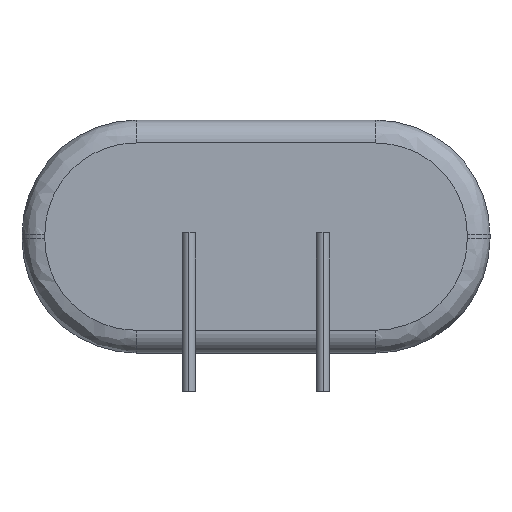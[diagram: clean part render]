
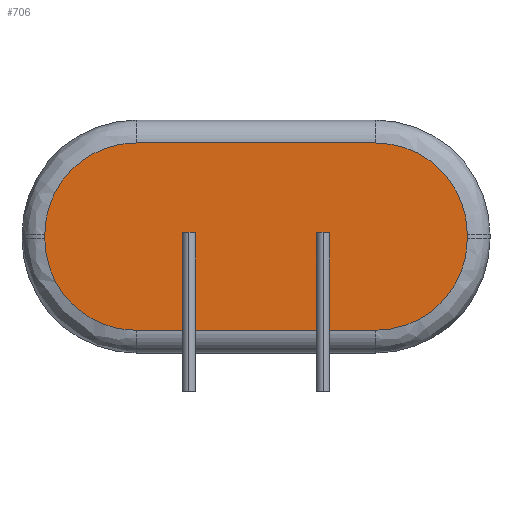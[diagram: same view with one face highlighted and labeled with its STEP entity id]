
A CAD part, left-side view. The second image highlights one B-rep face of the part: STEP entity #706.
In plain terms, the highlighted planar face has unit normal (-1, 0, 0).
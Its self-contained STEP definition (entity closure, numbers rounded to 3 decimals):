
#143 = VERTEX_POINT('',#144);
#144 = CARTESIAN_POINT('',(5.18,5.288,5.38)
  );
#150 = EDGE_CURVE('',#151,#143,#153,.T.);
#151 = VERTEX_POINT('',#152);
#152 = CARTESIAN_POINT('',(5.18,5.888,5.38)
  );
#153 = CIRCLE('',#154,0.3);
#154 = AXIS2_PLACEMENT_3D('',#155,#156,#157);
#155 = CARTESIAN_POINT('',(5.18,5.588,5.38)
  );
#156 = DIRECTION('',(1.,0.,0.));
#157 = DIRECTION('',(0.,1.,0.));
#184 = VERTEX_POINT('',#185);
#185 = CARTESIAN_POINT('',(5.18,-0.588,5.38
    ));
#191 = EDGE_CURVE('',#192,#184,#194,.T.);
#192 = VERTEX_POINT('',#193);
#193 = CARTESIAN_POINT('',(5.18,0.012,
    5.38));
#194 = CIRCLE('',#195,0.3);
#195 = AXIS2_PLACEMENT_3D('',#196,#197,#198);
#196 = CARTESIAN_POINT('',(5.18,-0.288,5.38
    ));
#197 = DIRECTION('',(1.,0.,0.));
#198 = DIRECTION('',(0.,1.,0.));
#233 = EDGE_CURVE('',#184,#192,#234,.T.);
#234 = CIRCLE('',#235,0.3);
#235 = AXIS2_PLACEMENT_3D('',#236,#237,#238);
#236 = CARTESIAN_POINT('',(5.18,-0.288,5.38
    ));
#237 = DIRECTION('',(1.,0.,0.));
#238 = DIRECTION('',(0.,1.,0.));
#258 = EDGE_CURVE('',#143,#151,#259,.T.);
#259 = CIRCLE('',#260,0.3);
#260 = AXIS2_PLACEMENT_3D('',#261,#262,#263);
#261 = CARTESIAN_POINT('',(5.18,5.588,5.38)
  );
#262 = DIRECTION('',(1.,0.,0.));
#263 = DIRECTION('',(0.,1.,0.));
#413 = VERTEX_POINT('',#414);
#414 = CARTESIAN_POINT('',(5.18,7.9,9.58));
#421 = EDGE_CURVE('',#413,#422,#424,.T.);
#422 = VERTEX_POINT('',#423);
#423 = CARTESIAN_POINT('',(5.18,-2.6,9.58));
#424 = LINE('',#425,#426);
#425 = CARTESIAN_POINT('',(5.18,-7.6,9.58));
#426 = VECTOR('',#427,1.);
#427 = DIRECTION('',(0.,-1.,0.));
#446 = EDGE_CURVE('',#422,#447,#449,.T.);
#447 = VERTEX_POINT('',#448);
#448 = CARTESIAN_POINT('',(5.18,-6.6,5.58));
#449 = ( BOUNDED_CURVE() B_SPLINE_CURVE(3,(#450,#451,#452,#453),
.UNSPECIFIED.,.F.,.F.) B_SPLINE_CURVE_WITH_KNOTS((4,4),(0.,1.),
.PIECEWISE_BEZIER_KNOTS.) CURVE() GEOMETRIC_REPRESENTATION_ITEM() 
RATIONAL_B_SPLINE_CURVE((1.,0.805,0.805,1.)) 
REPRESENTATION_ITEM('') );
#450 = CARTESIAN_POINT('',(5.18,-2.6,9.58));
#451 = CARTESIAN_POINT('',(5.18,-4.943,9.58
    ));
#452 = CARTESIAN_POINT('',(5.18,-6.6,7.923));
#453 = CARTESIAN_POINT('',(5.18,-6.6,5.58));
#612 = VERTEX_POINT('',#613);
#613 = CARTESIAN_POINT('',(5.18,11.9,5.58));
#620 = EDGE_CURVE('',#612,#413,#621,.T.);
#621 = ( BOUNDED_CURVE() B_SPLINE_CURVE(3,(#622,#623,#624,#625),
.UNSPECIFIED.,.F.,.F.) B_SPLINE_CURVE_WITH_KNOTS((4,4),(0.,1.),
.PIECEWISE_BEZIER_KNOTS.) CURVE() GEOMETRIC_REPRESENTATION_ITEM() 
RATIONAL_B_SPLINE_CURVE((1.,0.805,0.805,1.)) 
REPRESENTATION_ITEM('') );
#622 = CARTESIAN_POINT('',(5.18,11.9,5.58));
#623 = CARTESIAN_POINT('',(5.18,11.9,7.923));
#624 = CARTESIAN_POINT('',(5.18,10.243,9.58
    ));
#625 = CARTESIAN_POINT('',(5.18,7.9,9.58));
#706 = ADVANCED_FACE('',(#707,#711,#806),#810,.T.);
#707 = FACE_BOUND('',#708,.T.);
#708 = EDGE_LOOP('',(#709,#710));
#709 = ORIENTED_EDGE('',*,*,#150,.T.);
#710 = ORIENTED_EDGE('',*,*,#258,.T.);
#711 = FACE_BOUND('',#712,.T.);
#712 = EDGE_LOOP('',(#713,#721,#722,#723,#724,#732,#766,#774));
#713 = ORIENTED_EDGE('',*,*,#714,.T.);
#714 = EDGE_CURVE('',#715,#447,#717,.T.);
#715 = VERTEX_POINT('',#716);
#716 = CARTESIAN_POINT('',(5.18,-6.6,5.38));
#717 = LINE('',#718,#719);
#718 = CARTESIAN_POINT('',(5.18,-6.6,0.38));
#719 = VECTOR('',#720,1.);
#720 = DIRECTION('',(0.,0.,1.));
#721 = ORIENTED_EDGE('',*,*,#446,.F.);
#722 = ORIENTED_EDGE('',*,*,#421,.F.);
#723 = ORIENTED_EDGE('',*,*,#620,.F.);
#724 = ORIENTED_EDGE('',*,*,#725,.T.);
#725 = EDGE_CURVE('',#612,#726,#728,.T.);
#726 = VERTEX_POINT('',#727);
#727 = CARTESIAN_POINT('',(5.18,11.9,5.38));
#728 = LINE('',#729,#730);
#729 = CARTESIAN_POINT('',(5.18,11.9,0.38));
#730 = VECTOR('',#731,1.);
#731 = DIRECTION('',(0.,0.,-1.));
#732 = ORIENTED_EDGE('',*,*,#733,.T.);
#733 = EDGE_CURVE('',#726,#734,#736,.T.);
#734 = VERTEX_POINT('',#735);
#735 = CARTESIAN_POINT('',(5.18,7.9,1.38));
#736 = B_SPLINE_CURVE_WITH_KNOTS('',3,(#737,#738,#739,#740,#741,#742,
    #743,#744,#745,#746,#747,#748,#749,#750,#751,#752,#753,#754,#755,
    #756,#757,#758,#759,#760,#761,#762,#763,#764,#765),.UNSPECIFIED.,.F.
  ,.F.,(4,1,1,1,2,2,1,2,2,2,1,2,2,1,1,2,2,4),(0.,0.125,0.188,0.219,
    0.234,0.25,0.313,0.344,0.375,0.5,0.563,0.594,0.625,0.688,
    0.719,0.734,0.75,1.),.UNSPECIFIED.);
#737 = CARTESIAN_POINT('',(5.18,11.9,5.38));
#738 = CARTESIAN_POINT('',(5.18,11.9,5.126
    ));
#739 = CARTESIAN_POINT('',(5.18,11.865,4.751
    ));
#740 = CARTESIAN_POINT('',(5.18,11.762,4.325)
  );
#741 = CARTESIAN_POINT('',(5.18,11.696,4.115
    ));
#742 = CARTESIAN_POINT('',(5.18,11.664,4.026
    ));
#743 = CARTESIAN_POINT('',(5.18,11.642,3.967)
  );
#744 = CARTESIAN_POINT('',(5.18,11.632,3.939)
  );
#745 = CARTESIAN_POINT('',(5.18,11.569,3.782)
  );
#746 = CARTESIAN_POINT('',(5.18,11.486,3.598
    ));
#747 = CARTESIAN_POINT('',(5.18,11.388,3.422
    ));
#748 = CARTESIAN_POINT('',(5.18,11.321,3.305
    ));
#749 = CARTESIAN_POINT('',(5.18,11.286,3.249
    ));
#750 = CARTESIAN_POINT('',(5.18,11.097,2.96
    ));
#751 = CARTESIAN_POINT('',(5.18,10.923,2.747
    ));
#752 = CARTESIAN_POINT('',(5.18,10.631,2.454)
  );
#753 = CARTESIAN_POINT('',(5.18,10.478,2.316)
  );
#754 = CARTESIAN_POINT('',(5.18,10.315,2.19
    ));
#755 = CARTESIAN_POINT('',(5.18,10.203,2.109)
  );
#756 = CARTESIAN_POINT('',(5.18,10.145,2.069
    ));
#757 = CARTESIAN_POINT('',(5.18,9.976,1.958)
  );
#758 = CARTESIAN_POINT('',(5.18,9.802,1.856)
  );
#759 = CARTESIAN_POINT('',(5.18,9.59,1.753)
  );
#760 = CARTESIAN_POINT('',(5.18,9.497,1.713)
  );
#761 = CARTESIAN_POINT('',(5.18,9.435,1.686)
  );
#762 = CARTESIAN_POINT('',(5.18,9.402,1.673)
  );
#763 = CARTESIAN_POINT('',(5.18,8.9,1.474)
  );
#764 = CARTESIAN_POINT('',(5.18,8.409,1.38)
  );
#765 = CARTESIAN_POINT('',(5.18,7.9,1.38));
#766 = ORIENTED_EDGE('',*,*,#767,.T.);
#767 = EDGE_CURVE('',#734,#768,#770,.T.);
#768 = VERTEX_POINT('',#769);
#769 = CARTESIAN_POINT('',(5.18,-2.6,1.38));
#770 = LINE('',#771,#772);
#771 = CARTESIAN_POINT('',(5.18,-7.6,1.38));
#772 = VECTOR('',#773,1.);
#773 = DIRECTION('',(0.,-1.,0.));
#774 = ORIENTED_EDGE('',*,*,#775,.T.);
#775 = EDGE_CURVE('',#768,#715,#776,.T.);
#776 = B_SPLINE_CURVE_WITH_KNOTS('',3,(#777,#778,#779,#780,#781,#782,
    #783,#784,#785,#786,#787,#788,#789,#790,#791,#792,#793,#794,#795,
    #796,#797,#798,#799,#800,#801,#802,#803,#804,#805),.UNSPECIFIED.,.F.
  ,.F.,(4,1,1,1,2,2,1,2,2,2,1,2,2,1,1,2,2,4),(0.,0.125,0.188,0.219,
    0.234,0.25,0.313,0.344,0.375,0.5,0.563,0.594,0.625,0.688,
    0.719,0.734,0.75,1.),.UNSPECIFIED.);
#777 = CARTESIAN_POINT('',(5.18,-2.6,1.38));
#778 = CARTESIAN_POINT('',(5.18,-2.854,1.38
    ));
#779 = CARTESIAN_POINT('',(5.18,-3.229,1.415
    ));
#780 = CARTESIAN_POINT('',(5.18,-3.655,1.518
    ));
#781 = CARTESIAN_POINT('',(5.18,-3.865,1.584
    ));
#782 = CARTESIAN_POINT('',(5.18,-3.954,1.616
    ));
#783 = CARTESIAN_POINT('',(5.18,-4.013,1.638
    ));
#784 = CARTESIAN_POINT('',(5.18,-4.041,1.648
    ));
#785 = CARTESIAN_POINT('',(5.18,-4.198,1.71
    ));
#786 = CARTESIAN_POINT('',(5.18,-4.382,1.794
    ));
#787 = CARTESIAN_POINT('',(5.18,-4.558,1.892
    ));
#788 = CARTESIAN_POINT('',(5.18,-4.675,1.959
    ));
#789 = CARTESIAN_POINT('',(5.18,-4.731,1.994
    ));
#790 = CARTESIAN_POINT('',(5.18,-5.02,2.183
    ));
#791 = CARTESIAN_POINT('',(5.18,-5.233,2.357
    ));
#792 = CARTESIAN_POINT('',(5.18,-5.526,2.649
    ));
#793 = CARTESIAN_POINT('',(5.18,-5.664,2.802
    ));
#794 = CARTESIAN_POINT('',(5.18,-5.79,2.965)
  );
#795 = CARTESIAN_POINT('',(5.18,-5.871,3.077
    ));
#796 = CARTESIAN_POINT('',(5.18,-5.911,3.135
    ));
#797 = CARTESIAN_POINT('',(5.18,-6.022,3.304
    ));
#798 = CARTESIAN_POINT('',(5.18,-6.124,3.478
    ));
#799 = CARTESIAN_POINT('',(5.18,-6.227,3.69
    ));
#800 = CARTESIAN_POINT('',(5.18,-6.267,3.783)
  );
#801 = CARTESIAN_POINT('',(5.18,-6.294,3.845)
  );
#802 = CARTESIAN_POINT('',(5.18,-6.307,3.878)
  );
#803 = CARTESIAN_POINT('',(5.18,-6.506,4.38
    ));
#804 = CARTESIAN_POINT('',(5.18,-6.6,4.871
    ));
#805 = CARTESIAN_POINT('',(5.18,-6.6,5.38));
#806 = FACE_BOUND('',#807,.T.);
#807 = EDGE_LOOP('',(#808,#809));
#808 = ORIENTED_EDGE('',*,*,#191,.T.);
#809 = ORIENTED_EDGE('',*,*,#233,.T.);
#810 = PLANE('',#811);
#811 = AXIS2_PLACEMENT_3D('',#812,#813,#814);
#812 = CARTESIAN_POINT('',(5.18,-7.6,0.38));
#813 = DIRECTION('',(-1.,0.,0.));
#814 = DIRECTION('',(0.,-1.,0.));
